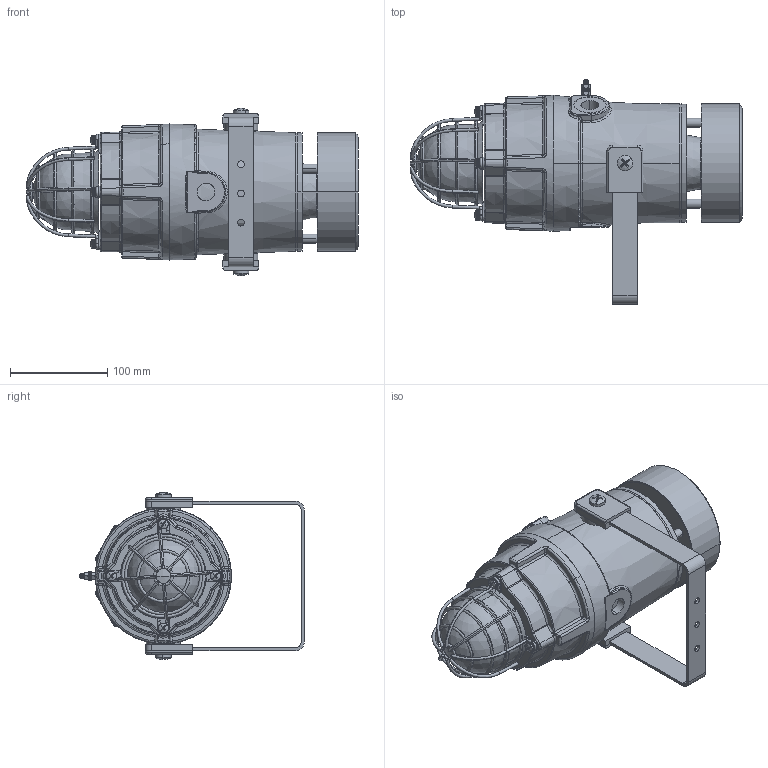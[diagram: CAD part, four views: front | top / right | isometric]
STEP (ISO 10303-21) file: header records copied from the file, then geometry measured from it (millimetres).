
FILE_DESCRIPTION (( 'STEP AP214' ), '1' );
FILE_NAME ('SK0374_Issue_A.STEP', '2015-10-19T15:01:17', ( 'User' ), ( '' ), 'SwSTEP 2.0', 'SolidWorks 2016', '' );
FILE_SCHEMA (( 'AUTOMOTIVE_DESIGN' ));
Length unit declared in the file: millimetre
Products named in the file (1): SK0374_Issue_A
Bounding box: 341.65 x 231 x 172.49 mm (x, y, z)
Volume: 3494914.5 mm3; surface area: 234288.7 mm2
Topology: 14 solids, 14 shells, 1228 faces, 2965 edges, 1733 vertices
Faces by surface type: cylinder 385, plane 294, bspline 248, torus 201, cone 68, sphere 32
Entity records: 71107 total; most frequent: CARTESIAN_POINT 37281, ORIENTED_EDGE 5826, DIRECTION 5171, EDGE_CURVE 2913, AXIS2_PLACEMENT_3D 2147, VERTEX_POINT 1733, EDGE_LOOP 1292, FACE_OUTER_BOUND 1228
